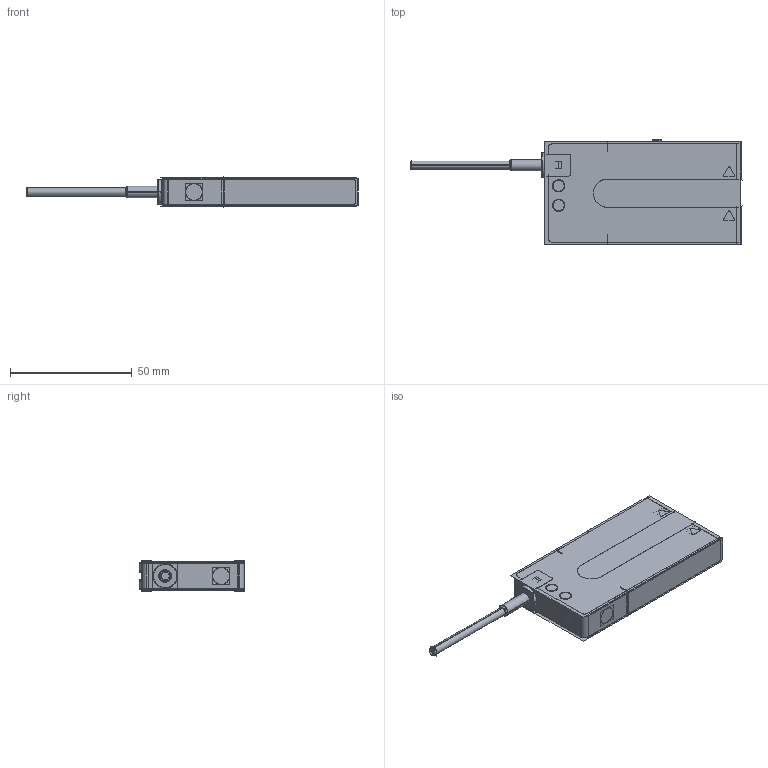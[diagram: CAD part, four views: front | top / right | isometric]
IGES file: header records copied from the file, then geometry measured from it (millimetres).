
Start section:  PTC IGES file: 137646_sm01.igs
Global section: file name: 137646_sm01.igs; native system: Creo Parametric by PTC Inc.; preprocessor: 2019292; author: PDMAdmin; organization: Unknown; date: 20221129.132147; units: millimetre
Bounding box: 136.38 x 43.1 x 12.48 mm (x, y, z)
Volume: 33135.7 mm3; surface area: 46972.7 mm2
Topology: 1 solids, 1 shells, 472 faces, 2306 edges, 2892 vertices
Faces by surface type: bspline 246, revolution 226
